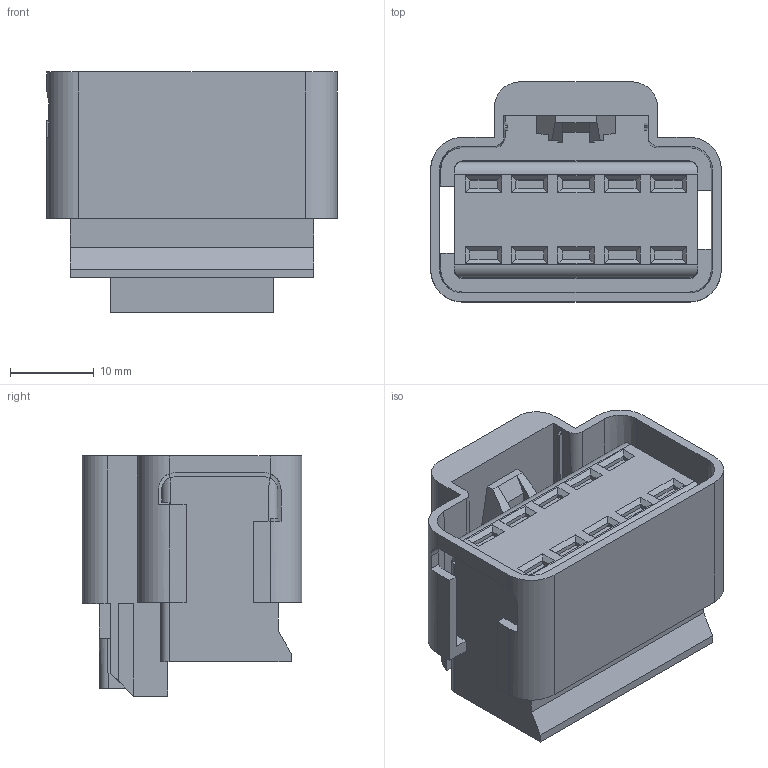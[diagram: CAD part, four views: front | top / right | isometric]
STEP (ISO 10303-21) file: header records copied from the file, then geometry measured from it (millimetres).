
FILE_DESCRIPTION(/* description */ (''),/* implementation_level */ '2;1');
FILE_NAME(/* name */ '15326931-ENV11_09-CONN.stp',/* time_stamp */ '2024-01-25T11:43:13+08:00',/* author */ (''),/* organization */ (''),/* preprocessor_version */ 'ST-DEVELOPER v16',/* originating_system */ 'SIEMENS PLM Software NX 11.0',/* authorisation */ '');
FILE_SCHEMA (('AUTOMOTIVE_DESIGN { 1 0 10303 214 3 1 1 1 }'));
Length unit declared in the file: millimetre
Products named in the file (1): 15326931-ENV11_09-CONN
Bounding box: 34.6 x 26.2 x 28.6 mm (x, y, z)
Volume: 13173.1 mm3; surface area: 7511.9 mm2
Topology: 1 solids, 1 shells, 249 faces, 667 edges, 430 vertices
Faces by surface type: plane 221, cylinder 24, cone 4
Entity records: 7760 total; most frequent: CARTESIAN_POINT 1479, ORIENTED_EDGE 1336, DIRECTION 1215, EDGE_CURVE 668, LINE 601, VECTOR 601, VERTEX_POINT 432, AXIS2_PLACEMENT_3D 307
